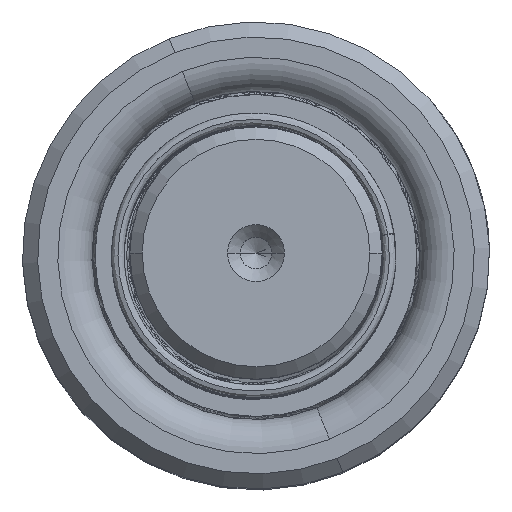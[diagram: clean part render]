
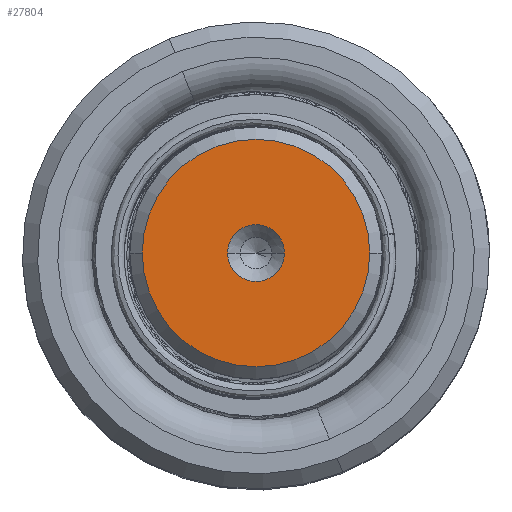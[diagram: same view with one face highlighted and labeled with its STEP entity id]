
A CAD part, top view. The second image highlights one B-rep face of the part: STEP entity #27804.
In plain terms, the highlighted planar face has unit normal (0, 0, 1).
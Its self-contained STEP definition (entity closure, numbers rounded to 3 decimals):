
#753 = CARTESIAN_POINT ( 'NONE',  ( 2.25, 0., 160. ) ) ;
#833 = EDGE_LOOP ( 'NONE', ( #22984, #12877 ) ) ;
#1085 = CIRCLE ( 'NONE', #10972, 2.25 ) ;
#3784 = DIRECTION ( 'NONE',  ( 1., 0., 0. ) ) ;
#4462 = EDGE_LOOP ( 'NONE', ( #7622, #21032 ) ) ;
#5598 = DIRECTION ( 'NONE',  ( 1., 0., 0. ) ) ;
#5973 = EDGE_CURVE ( 'NONE', #12862, #15389, #27524, .T. ) ;
#6733 = CARTESIAN_POINT ( 'NONE',  ( 0., 0., 160. ) ) ;
#7622 = ORIENTED_EDGE ( 'NONE', *, *, #24102, .F. ) ;
#7722 = FACE_OUTER_BOUND ( 'NONE', #833, .T. ) ;
#9233 = DIRECTION ( 'NONE',  ( 0., 0., 1. ) ) ;
#10972 = AXIS2_PLACEMENT_3D ( 'NONE', #25182, #19430, #5598 ) ;
#11631 = CIRCLE ( 'NONE', #34982, 9.009 ) ;
#11676 = CARTESIAN_POINT ( 'NONE',  ( -2.25, 0., 160. ) ) ;
#12862 = VERTEX_POINT ( 'NONE', #17146 ) ;
#12877 = ORIENTED_EDGE ( 'NONE', *, *, #5973, .T. ) ;
#12890 = DIRECTION ( 'NONE',  ( 1., 0., 0. ) ) ;
#14668 = DIRECTION ( 'NONE',  ( 0., 0., 1. ) ) ;
#15389 = VERTEX_POINT ( 'NONE', #21390 ) ;
#15574 = FACE_BOUND ( 'NONE', #4462, .T. ) ;
#15989 = CARTESIAN_POINT ( 'NONE',  ( 0., 0., 160. ) ) ;
#16230 = DIRECTION ( 'NONE',  ( 0., 0., 1. ) ) ;
#17146 = CARTESIAN_POINT ( 'NONE',  ( 9.009, 0., 160. ) ) ;
#17726 = EDGE_CURVE ( 'NONE', #27025, #34404, #20693, .T. ) ;
#17816 = DIRECTION ( 'NONE',  ( 1., 0., 0. ) ) ;
#18424 = CARTESIAN_POINT ( 'NONE',  ( 0., 0., 160. ) ) ;
#19430 = DIRECTION ( 'NONE',  ( 0., 0., 1. ) ) ;
#19485 = AXIS2_PLACEMENT_3D ( 'NONE', #18424, #24171, #12890 ) ;
#20693 = CIRCLE ( 'NONE', #30339, 2.25 ) ;
#21032 = ORIENTED_EDGE ( 'NONE', *, *, #17726, .F. ) ;
#21390 = CARTESIAN_POINT ( 'NONE',  ( -9.009, 0., 160. ) ) ;
#22984 = ORIENTED_EDGE ( 'NONE', *, *, #27112, .T. ) ;
#24102 = EDGE_CURVE ( 'NONE', #34404, #27025, #1085, .T. ) ;
#24171 = DIRECTION ( 'NONE',  ( 0., 0., 1. ) ) ;
#24689 = AXIS2_PLACEMENT_3D ( 'NONE', #15989, #16230, #27391 ) ;
#25182 = CARTESIAN_POINT ( 'NONE',  ( 0., 0., 160. ) ) ;
#27025 = VERTEX_POINT ( 'NONE', #11676 ) ;
#27112 = EDGE_CURVE ( 'NONE', #15389, #12862, #11631, .T. ) ;
#27391 = DIRECTION ( 'NONE',  ( 1., 0., 0. ) ) ;
#27524 = CIRCLE ( 'NONE', #19485, 9.009 ) ;
#27804 = ADVANCED_FACE ( 'NONE', ( #15574, #7722 ), #30087, .T. ) ;
#30087 = PLANE ( 'NONE',  #24689 ) ;
#30339 = AXIS2_PLACEMENT_3D ( 'NONE', #6733, #14668, #3784 ) ;
#31391 = CARTESIAN_POINT ( 'NONE',  ( 0., 0., 160. ) ) ;
#34404 = VERTEX_POINT ( 'NONE', #753 ) ;
#34982 = AXIS2_PLACEMENT_3D ( 'NONE', #31391, #9233, #17816 ) ;
